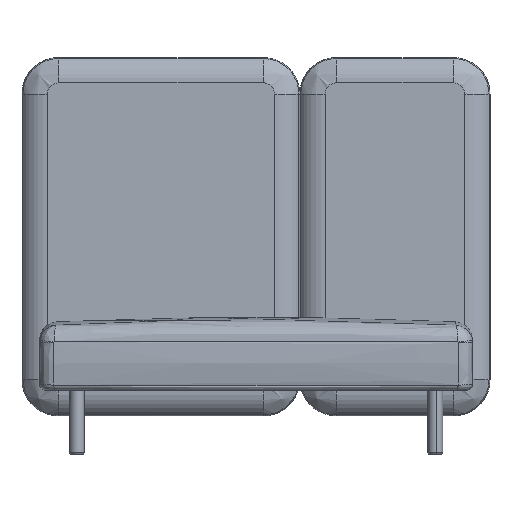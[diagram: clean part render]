
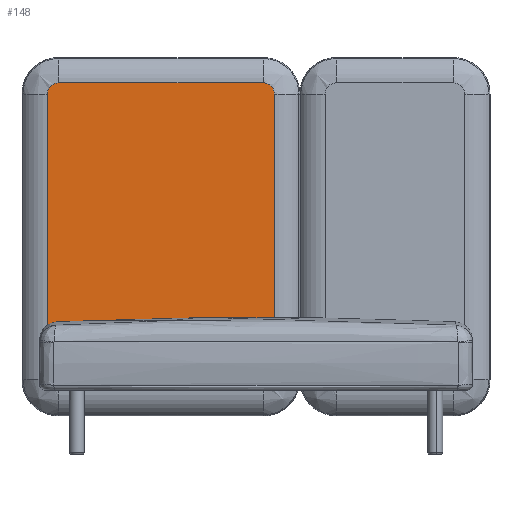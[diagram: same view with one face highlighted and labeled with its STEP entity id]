
A CAD part, front view. The second image highlights one B-rep face of the part: STEP entity #148.
In plain terms, the highlighted face is planar.
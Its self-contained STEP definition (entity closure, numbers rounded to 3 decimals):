
#148=ADVANCED_FACE('',(#327),#2718,.T.);
#327=FACE_OUTER_BOUND('',#506,.T.);
#506=EDGE_LOOP('',(#706,#707,#708,#709,#710,#711,#712,#713));
#706=ORIENTED_EDGE('',*,*,#1524,.T.);
#707=ORIENTED_EDGE('',*,*,#1547,.T.);
#708=ORIENTED_EDGE('',*,*,#1525,.T.);
#709=ORIENTED_EDGE('',*,*,#1541,.T.);
#710=ORIENTED_EDGE('',*,*,#1526,.T.);
#711=ORIENTED_EDGE('',*,*,#1531,.T.);
#712=ORIENTED_EDGE('',*,*,#1527,.T.);
#713=ORIENTED_EDGE('',*,*,#1538,.T.);
#1524=EDGE_CURVE('',#2348,#2349,#2153,.T.);
#1525=EDGE_CURVE('',#2350,#2351,#2154,.T.);
#1526=EDGE_CURVE('',#2352,#2353,#2155,.T.);
#1527=EDGE_CURVE('',#2354,#2355,#2156,.T.);
#1531=EDGE_CURVE('',#2353,#2354,#1939,.T.);
#1538=EDGE_CURVE('',#2355,#2348,#1944,.T.);
#1541=EDGE_CURVE('',#2351,#2352,#1947,.T.);
#1547=EDGE_CURVE('',#2349,#2350,#1951,.T.);
#1939=(
BOUNDED_CURVE()
B_SPLINE_CURVE(2,(#4583,#4584,#4585),.UNSPECIFIED.,.F.,.F.)
B_SPLINE_CURVE_WITH_KNOTS((3,3),(-6.031,0.),.UNSPECIFIED.)
CURVE()
GEOMETRIC_REPRESENTATION_ITEM()
RATIONAL_B_SPLINE_CURVE((1.,0.707,1.))
REPRESENTATION_ITEM('')
);
#1944=(
BOUNDED_CURVE()
B_SPLINE_CURVE(2,(#4602,#4603,#4604),.UNSPECIFIED.,.F.,.F.)
B_SPLINE_CURVE_WITH_KNOTS((3,3),(-6.031,0.),.UNSPECIFIED.)
CURVE()
GEOMETRIC_REPRESENTATION_ITEM()
RATIONAL_B_SPLINE_CURVE((1.,0.707,1.))
REPRESENTATION_ITEM('')
);
#1947=(
BOUNDED_CURVE()
B_SPLINE_CURVE(2,(#4611,#4612,#4613),.UNSPECIFIED.,.F.,.F.)
B_SPLINE_CURVE_WITH_KNOTS((3,3),(-6.031,0.),.UNSPECIFIED.)
CURVE()
GEOMETRIC_REPRESENTATION_ITEM()
RATIONAL_B_SPLINE_CURVE((1.,0.707,1.))
REPRESENTATION_ITEM('')
);
#1951=(
BOUNDED_CURVE()
B_SPLINE_CURVE(2,(#4627,#4628,#4629),.UNSPECIFIED.,.F.,.F.)
B_SPLINE_CURVE_WITH_KNOTS((3,3),(-6.031,0.),.UNSPECIFIED.)
CURVE()
GEOMETRIC_REPRESENTATION_ITEM()
RATIONAL_B_SPLINE_CURVE((1.,0.707,1.))
REPRESENTATION_ITEM('')
);
#2153=B_SPLINE_CURVE_WITH_KNOTS('',1,(#4566,#4567),.UNSPECIFIED.,.F.,.F.,
(2,2),(-1.,0.),.UNSPECIFIED.);
#2154=B_SPLINE_CURVE_WITH_KNOTS('',1,(#4568,#4569),.UNSPECIFIED.,.F.,.F.,
(2,2),(-1.,0.),.UNSPECIFIED.);
#2155=B_SPLINE_CURVE_WITH_KNOTS('',1,(#4570,#4571),.UNSPECIFIED.,.F.,.F.,
(2,2),(-1.,0.),.UNSPECIFIED.);
#2156=B_SPLINE_CURVE_WITH_KNOTS('',1,(#4572,#4573),.UNSPECIFIED.,.F.,.F.,
(2,2),(-1.,0.),.UNSPECIFIED.);
#2348=VERTEX_POINT('',#4508);
#2349=VERTEX_POINT('',#4509);
#2350=VERTEX_POINT('',#4510);
#2351=VERTEX_POINT('',#4511);
#2352=VERTEX_POINT('',#4512);
#2353=VERTEX_POINT('',#4513);
#2354=VERTEX_POINT('',#4514);
#2355=VERTEX_POINT('',#4515);
#2718=PLANE('',#3036);
#3036=AXIS2_PLACEMENT_3D('',#3250,#3126,$);
#3126=DIRECTION('',(0.,0.,1.));
#3250=CARTESIAN_POINT('',(-38.85,-52.6,5.));
#4508=CARTESIAN_POINT('',(38.84,-48.75,5.));
#4509=CARTESIAN_POINT('',(38.84,48.75,5.));
#4510=CARTESIAN_POINT('',(35.,52.59,5.));
#4511=CARTESIAN_POINT('',(-35.,52.59,5.));
#4512=CARTESIAN_POINT('',(-38.84,48.75,5.));
#4513=CARTESIAN_POINT('',(-38.84,-48.75,5.));
#4514=CARTESIAN_POINT('',(-35.,-52.59,5.));
#4515=CARTESIAN_POINT('',(35.,-52.59,5.));
#4566=CARTESIAN_POINT('',(38.84,-48.75,5.));
#4567=CARTESIAN_POINT('',(38.84,48.75,5.));
#4568=CARTESIAN_POINT('',(35.,52.59,5.));
#4569=CARTESIAN_POINT('',(-35.,52.59,5.));
#4570=CARTESIAN_POINT('',(-38.84,48.75,5.));
#4571=CARTESIAN_POINT('',(-38.84,-48.75,5.));
#4572=CARTESIAN_POINT('',(-35.,-52.59,5.));
#4573=CARTESIAN_POINT('',(35.,-52.59,5.));
#4583=CARTESIAN_POINT('',(-38.84,-48.75,5.));
#4584=CARTESIAN_POINT('',(-38.84,-52.59,5.));
#4585=CARTESIAN_POINT('',(-35.,-52.59,5.));
#4602=CARTESIAN_POINT('',(35.,-52.59,5.));
#4603=CARTESIAN_POINT('',(38.84,-52.59,5.));
#4604=CARTESIAN_POINT('',(38.84,-48.75,5.));
#4611=CARTESIAN_POINT('',(-35.,52.59,5.));
#4612=CARTESIAN_POINT('',(-38.84,52.59,5.));
#4613=CARTESIAN_POINT('',(-38.84,48.75,5.));
#4627=CARTESIAN_POINT('',(38.84,48.75,5.));
#4628=CARTESIAN_POINT('',(38.84,52.59,5.));
#4629=CARTESIAN_POINT('',(35.,52.59,5.));
